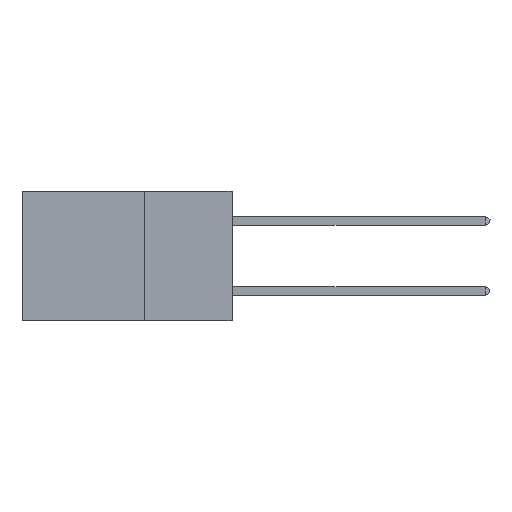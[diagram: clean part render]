
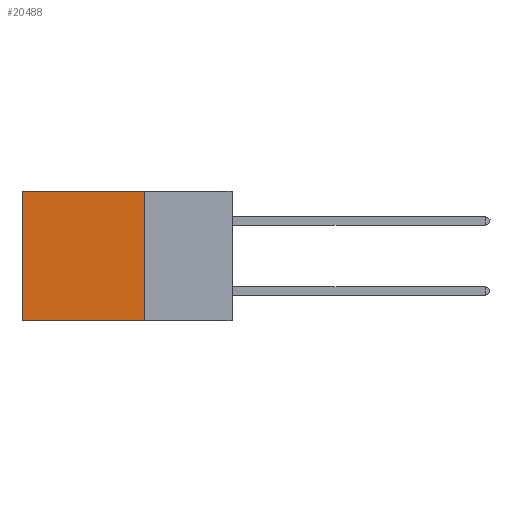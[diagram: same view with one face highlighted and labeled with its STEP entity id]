
A CAD part, left-side view. The second image highlights one B-rep face of the part: STEP entity #20488.
In plain terms, the highlighted planar face has unit normal (-1, 0, 0).
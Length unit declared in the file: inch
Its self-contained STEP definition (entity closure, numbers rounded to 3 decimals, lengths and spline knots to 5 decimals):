
#1107 = LINE ( 'NONE', #40074, #37506 ) ;
#1728 = CARTESIAN_POINT ( 'NONE',  ( 0.2875, 0.6, -0.37 ) ) ;
#2465 = ORIENTED_EDGE ( 'NONE', *, *, #12629, .T. ) ;
#2972 = CARTESIAN_POINT ( 'NONE',  ( 0.2875, 0.25, 0. ) ) ;
#3424 = PLANE ( 'NONE',  #18734 ) ;
#4253 = VERTEX_POINT ( 'NONE', #27258 ) ;
#5085 = DIRECTION ( 'NONE',  ( 0., 1., 0. ) ) ;
#5295 = VERTEX_POINT ( 'NONE', #1728 ) ;
#6379 = VECTOR ( 'NONE', #5085, 39.37008 ) ;
#8528 = DIRECTION ( 'NONE',  ( 0., 0., -1. ) ) ;
#8574 = EDGE_LOOP ( 'NONE', ( #2465, #32371, #42109, #21676 ) ) ;
#10438 = CARTESIAN_POINT ( 'NONE',  ( 0.2875, 0.6, 0. ) ) ;
#10587 = LINE ( 'NONE', #20533, #40385 ) ;
#11287 = VECTOR ( 'NONE', #31467, 39.37008 ) ;
#12629 = EDGE_CURVE ( 'NONE', #41795, #5295, #12989, .T. ) ;
#12989 = LINE ( 'NONE', #27902, #11287 ) ;
#13332 = DIRECTION ( 'NONE',  ( 1., 0., 0. ) ) ;
#14092 = CARTESIAN_POINT ( 'NONE',  ( 0.2875, 0.25, 0. ) ) ;
#18734 = AXIS2_PLACEMENT_3D ( 'NONE', #2972, #13332, #34719 ) ;
#20488 = ADVANCED_FACE ( 'NONE', ( #25504 ), #3424, .F. ) ;
#20533 = CARTESIAN_POINT ( 'NONE',  ( 0.2875, 0.25, -0.37 ) ) ;
#20724 = VERTEX_POINT ( 'NONE', #14092 ) ;
#21676 = ORIENTED_EDGE ( 'NONE', *, *, #36179, .T. ) ;
#24553 = LINE ( 'NONE', #33438, #6379 ) ;
#25504 = FACE_OUTER_BOUND ( 'NONE', #8574, .T. ) ;
#27258 = CARTESIAN_POINT ( 'NONE',  ( 0.2875, 0.25, -0.37 ) ) ;
#27902 = CARTESIAN_POINT ( 'NONE',  ( 0.2875, 0.6, 0. ) ) ;
#31467 = DIRECTION ( 'NONE',  ( 0., 0., -1. ) ) ;
#32074 = EDGE_CURVE ( 'NONE', #20724, #4253, #1107, .T. ) ;
#32371 = ORIENTED_EDGE ( 'NONE', *, *, #43017, .F. ) ;
#33438 = CARTESIAN_POINT ( 'NONE',  ( 0.2875, 0.25, 0. ) ) ;
#34719 = DIRECTION ( 'NONE',  ( 0., 0., -1. ) ) ;
#36179 = EDGE_CURVE ( 'NONE', #20724, #41795, #24553, .T. ) ;
#37506 = VECTOR ( 'NONE', #8528, 39.37008 ) ;
#38383 = DIRECTION ( 'NONE',  ( 0., 1., 0. ) ) ;
#40074 = CARTESIAN_POINT ( 'NONE',  ( 0.2875, 0.25, 0. ) ) ;
#40385 = VECTOR ( 'NONE', #38383, 39.37008 ) ;
#41795 = VERTEX_POINT ( 'NONE', #10438 ) ;
#42109 = ORIENTED_EDGE ( 'NONE', *, *, #32074, .F. ) ;
#43017 = EDGE_CURVE ( 'NONE', #4253, #5295, #10587, .T. ) ;
